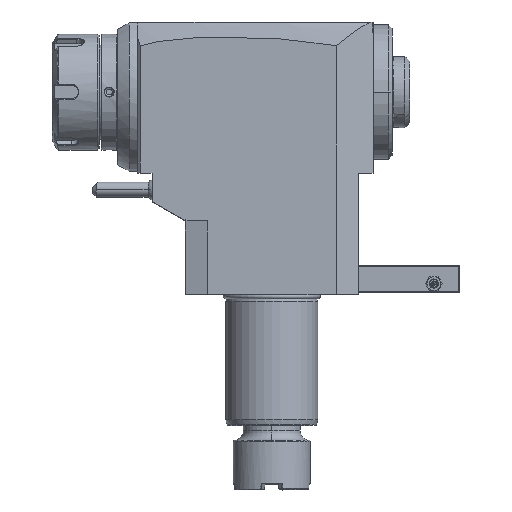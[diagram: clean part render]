
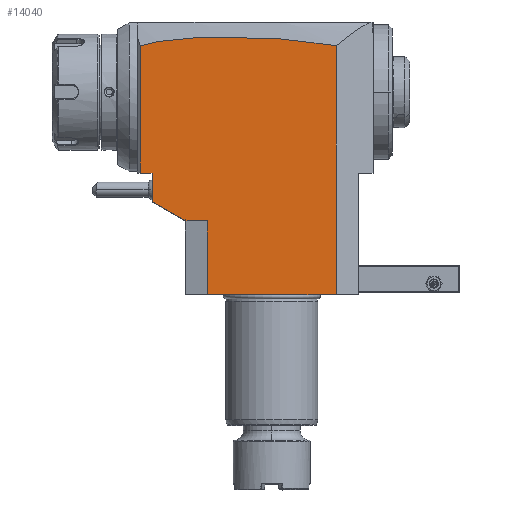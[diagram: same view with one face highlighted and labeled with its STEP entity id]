
A CAD part, top view. The second image highlights one B-rep face of the part: STEP entity #14040.
In plain terms, the highlighted planar face has unit normal (0, 0, 1).
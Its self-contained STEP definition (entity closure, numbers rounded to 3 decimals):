
#3298=DIRECTION('',(-1.,0.,0.));
#3299=VECTOR('',#3298,70.);
#3300=CARTESIAN_POINT('',(35.,0.,44.));
#3301=LINE('',#3300,#3299);
#3380=DIRECTION('',(1.,0.,0.));
#3381=VECTOR('',#3380,6.5);
#3382=CARTESIAN_POINT('',(-71.5,66.,44.));
#3383=LINE('',#3382,#3381);
#3388=DIRECTION('',(0.866,-0.5,0.));
#3389=VECTOR('',#3388,1.155);
#3390=CARTESIAN_POINT('',(-47.,40.577,44.));
#3391=LINE('',#3390,#3389);
#3392=DIRECTION('',(0.,1.,0.));
#3393=VECTOR('',#3392,0.577);
#3394=CARTESIAN_POINT('',(-47.,40.,44.));
#3395=LINE('',#3394,#3393);
#3396=DIRECTION('',(0.866,-0.5,0.));
#3397=VECTOR('',#3396,20.785);
#3398=CARTESIAN_POINT('',(-65.,50.392,44.));
#3399=LINE('',#3398,#3397);
#3400=DIRECTION('',(0.,-1.,0.));
#3401=VECTOR('',#3400,15.608);
#3402=CARTESIAN_POINT('',(-65.,66.,44.));
#3403=LINE('',#3402,#3401);
#3404=DIRECTION('',(0.,-1.,0.));
#3405=VECTOR('',#3404,69.054);
#3406=CARTESIAN_POINT('',(-71.5,135.054,44.));
#3407=LINE('',#3406,#3405);
#3408=CARTESIAN_POINT('',(35.,135.17,44.));
#3409=CARTESIAN_POINT('',(33.793,135.404,44.));
#3410=CARTESIAN_POINT('',(31.362,135.846,44.));
#3411=CARTESIAN_POINT('',(27.669,136.443,44.));
#3412=CARTESIAN_POINT('',(23.923,136.984,44.));
#3413=CARTESIAN_POINT('',(20.119,137.474,44.));
#3414=CARTESIAN_POINT('',(16.245,137.92,44.));
#3415=CARTESIAN_POINT('',(12.133,138.338,44.));
#3416=CARTESIAN_POINT('',(7.63,138.737,44.));
#3417=CARTESIAN_POINT('',(2.551,139.118,44.));
#3418=CARTESIAN_POINT('',(-2.874,139.445,44.));
#3419=CARTESIAN_POINT('',(-8.326,139.696,44.));
#3420=CARTESIAN_POINT('',(-13.712,139.869,44.));
#3421=CARTESIAN_POINT('',(-19.076,139.968,44.));
#3422=CARTESIAN_POINT('',(-24.384,139.992,44.));
#3423=CARTESIAN_POINT('',(-29.598,139.94,44.));
#3424=CARTESIAN_POINT('',(-34.574,139.816,44.));
#3425=CARTESIAN_POINT('',(-39.159,139.633,44.));
#3426=CARTESIAN_POINT('',(-43.27,139.406,44.));
#3427=CARTESIAN_POINT('',(-46.873,139.154,44.));
#3428=CARTESIAN_POINT('',(-50.057,138.885,44.));
#3429=CARTESIAN_POINT('',(-52.885,138.605,44.));
#3430=CARTESIAN_POINT('',(-55.402,138.318,44.));
#3431=CARTESIAN_POINT('',(-57.66,138.027,44.));
#3432=CARTESIAN_POINT('',(-59.675,137.736,44.));
#3433=CARTESIAN_POINT('',(-61.459,137.451,44.));
#3434=CARTESIAN_POINT('',(-63.025,137.175,44.));
#3435=CARTESIAN_POINT('',(-64.426,136.907,44.));
#3436=CARTESIAN_POINT('',(-65.714,136.639,44.));
#3437=CARTESIAN_POINT('',(-66.944,136.36,44.));
#3438=CARTESIAN_POINT('',(-68.164,136.059,44.));
#3439=CARTESIAN_POINT('',(-69.346,135.739,44.));
#3440=CARTESIAN_POINT('',(-70.473,135.401,44.));
#3441=CARTESIAN_POINT('',(-71.166,135.171,44.));
#3442=CARTESIAN_POINT('',(-71.5,135.054,44.));
#3444=DIRECTION('',(0.,-1.,0.));
#3445=VECTOR('',#3444,135.17);
#3446=CARTESIAN_POINT('',(35.,135.17,44.));
#3447=LINE('',#3446,#3445);
#3488=DIRECTION('',(0.,-1.,0.));
#3489=VECTOR('',#3488,40.);
#3490=CARTESIAN_POINT('',(-35.,40.,44.));
#3491=LINE('',#3490,#3489);
#3504=DIRECTION('',(1.,0.,0.));
#3505=VECTOR('',#3504,11.);
#3506=CARTESIAN_POINT('',(-46.,40.,44.));
#3507=LINE('',#3506,#3505);
#10513=CARTESIAN_POINT('',(-71.5,66.,44.));
#10514=VERTEX_POINT('',#10513);
#10515=VERTEX_POINT('',#3408);
#10516=VERTEX_POINT('',#3442);
#10535=CARTESIAN_POINT('',(-46.,40.,44.));
#10536=CARTESIAN_POINT('',(-35.,40.,44.));
#10537=VERTEX_POINT('',#10535);
#10538=VERTEX_POINT('',#10536);
#10873=CARTESIAN_POINT('',(35.,0.,44.));
#10874=CARTESIAN_POINT('',(-35.,0.,44.));
#10875=VERTEX_POINT('',#10873);
#10876=VERTEX_POINT('',#10874);
#10901=CARTESIAN_POINT('',(-65.,50.392,44.));
#10902=CARTESIAN_POINT('',(-47.,40.,44.));
#10903=VERTEX_POINT('',#10901);
#10904=VERTEX_POINT('',#10902);
#10949=CARTESIAN_POINT('',(-47.,40.577,44.));
#10951=VERTEX_POINT('',#10949);
#11021=CARTESIAN_POINT('',(-65.,66.,44.));
#11022=VERTEX_POINT('',#11021);
#14014=CARTESIAN_POINT('',(-53.475,40.,44.));
#14015=DIRECTION('',(0.,0.,1.));
#14016=DIRECTION('',(1.,0.,0.));
#14017=AXIS2_PLACEMENT_3D('',#14014,#14015,#14016);
#14018=PLANE('',#14017);
#14020=ORIENTED_EDGE('',*,*,#14019,.F.);
#14022=ORIENTED_EDGE('',*,*,#14021,.F.);
#14024=ORIENTED_EDGE('',*,*,#14023,.F.);
#14025=ORIENTED_EDGE('',*,*,#13994,.F.);
#14026=ORIENTED_EDGE('',*,*,#13983,.F.);
#14028=ORIENTED_EDGE('',*,*,#14027,.F.);
#14030=ORIENTED_EDGE('',*,*,#14029,.F.);
#14032=ORIENTED_EDGE('',*,*,#14031,.T.);
#14033=ORIENTED_EDGE('',*,*,#13922,.T.);
#14035=ORIENTED_EDGE('',*,*,#14034,.F.);
#14037=ORIENTED_EDGE('',*,*,#14036,.F.);
#14038=EDGE_LOOP('',(#14020,#14022,#14024,#14025,#14026,#14028,#14030,#14032,
#14033,#14035,#14037));
#14039=FACE_OUTER_BOUND('',#14038,.F.);
#3443=B_SPLINE_CURVE_WITH_KNOTS('',3,(#3408,#3409,#3410,#3411,#3412,#3413,#3414,
#3415,#3416,#3417,#3418,#3419,#3420,#3421,#3422,#3423,#3424,#3425,#3426,#3427,
#3428,#3429,#3430,#3431,#3432,#3433,#3434,#3435,#3436,#3437,#3438,#3439,#3440,
#3441,#3442),.UNSPECIFIED.,.F.,.F.,(4,1,1,1,1,1,1,1,1,1,1,1,1,1,1,1,1,1,1,1,1,1,
1,1,1,1,1,1,1,1,1,1,4),(0.,0.031,0.063,0.094,0.125,0.156,
0.188,0.219,0.25,0.281,0.313,0.344,0.375,0.406,
0.438,0.469,0.5,0.531,0.563,0.594,0.625,0.656,
0.688,0.719,0.75,0.781,0.813,0.844,0.875,0.906,
0.938,0.969,1.),.UNSPECIFIED.);
#13922=EDGE_CURVE('',#10875,#10876,#3301,.T.);
#13983=EDGE_CURVE('',#10514,#11022,#3383,.T.);
#13994=EDGE_CURVE('',#11022,#10903,#3403,.T.);
#14019=EDGE_CURVE('',#10951,#10537,#3391,.T.);
#14021=EDGE_CURVE('',#10904,#10951,#3395,.T.);
#14023=EDGE_CURVE('',#10903,#10904,#3399,.T.);
#14027=EDGE_CURVE('',#10516,#10514,#3407,.T.);
#14029=EDGE_CURVE('',#10515,#10516,#3443,.T.);
#14031=EDGE_CURVE('',#10515,#10875,#3447,.T.);
#14034=EDGE_CURVE('',#10538,#10876,#3491,.T.);
#14036=EDGE_CURVE('',#10537,#10538,#3507,.T.);
#14040=ADVANCED_FACE('',(#14039),#14018,.T.);
